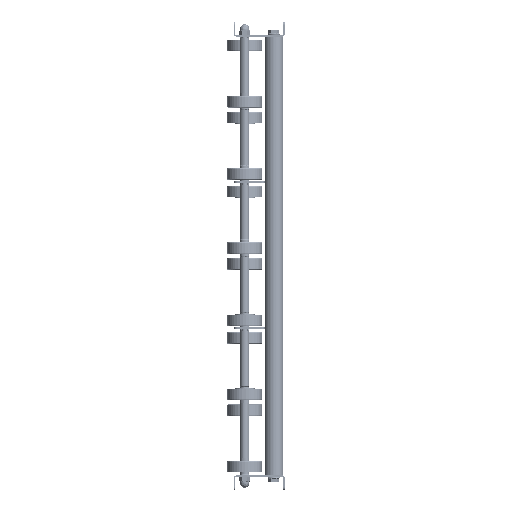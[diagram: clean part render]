
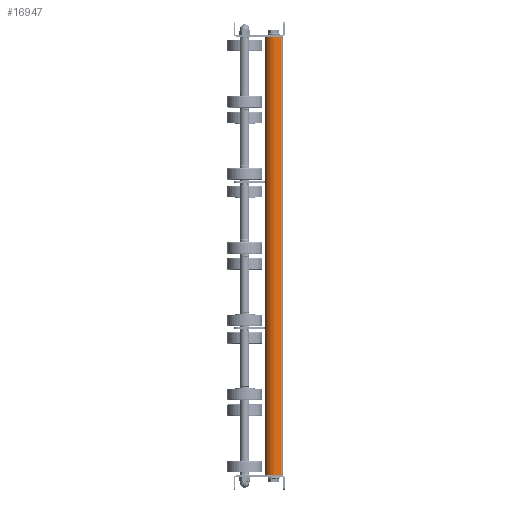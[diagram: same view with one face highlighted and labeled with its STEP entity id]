
A CAD part, left-side view. The second image highlights one B-rep face of the part: STEP entity #16947.
In plain terms, the highlighted cylindrical face has radius 12.5 mm (diameter 25 mm), a partial arc.
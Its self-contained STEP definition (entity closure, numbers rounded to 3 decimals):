
#1636 = DIRECTION ( 'NONE',  ( -1., 0., 0. ) ) ;
#3056 = DIRECTION ( 'NONE',  ( 1., 0., 0. ) ) ;
#3602 = EDGE_CURVE ( 'NONE', #35454, #25198, #18800, .T. ) ;
#4621 = DIRECTION ( 'NONE',  ( 0., 0., 1. ) ) ;
#5109 = VECTOR ( 'NONE', #28791, 1000. ) ;
#10264 = VECTOR ( 'NONE', #39157, 1000. ) ;
#13967 = VERTEX_POINT ( 'NONE', #22245 ) ;
#14069 = ORIENTED_EDGE ( 'NONE', *, *, #51397, .T. ) ;
#16947 = ADVANCED_FACE ( 'NONE', ( #41115 ), #21006, .T. ) ;
#17347 = DIRECTION ( 'NONE',  ( -1., 0., 0. ) ) ;
#17515 = DIRECTION ( 'NONE',  ( 0., 0., -1. ) ) ;
#18800 = LINE ( 'NONE', #43081, #10264 ) ;
#18835 = EDGE_CURVE ( 'NONE', #29553, #13967, #32437, .T. ) ;
#21006 = CYLINDRICAL_SURFACE ( 'NONE', #50049, 12.5 ) ;
#21275 = CARTESIAN_POINT ( 'NONE',  ( 600., 0., 0. ) ) ;
#22245 = CARTESIAN_POINT ( 'NONE',  ( 1., 0., 12.5 ) ) ;
#25198 = VERTEX_POINT ( 'NONE', #27931 ) ;
#26693 = EDGE_CURVE ( 'NONE', #35454, #29553, #37122, .T. ) ;
#27931 = CARTESIAN_POINT ( 'NONE',  ( 1., 0., -12.5 ) ) ;
#28791 = DIRECTION ( 'NONE',  ( -1., 0., 0. ) ) ;
#29553 = VERTEX_POINT ( 'NONE', #35796 ) ;
#30873 = ORIENTED_EDGE ( 'NONE', *, *, #3602, .F. ) ;
#32437 = LINE ( 'NONE', #32962, #5109 ) ;
#32962 = CARTESIAN_POINT ( 'NONE',  ( 600., 0., 12.5 ) ) ;
#34097 = DIRECTION ( 'NONE',  ( 0., 0., -1. ) ) ;
#35454 = VERTEX_POINT ( 'NONE', #36797 ) ;
#35796 = CARTESIAN_POINT ( 'NONE',  ( 599., 0., 12.5 ) ) ;
#36327 = CIRCLE ( 'NONE', #50524, 12.5 ) ;
#36797 = CARTESIAN_POINT ( 'NONE',  ( 599., 0., -12.5 ) ) ;
#37122 = CIRCLE ( 'NONE', #45426, 12.5 ) ;
#37176 = EDGE_LOOP ( 'NONE', ( #30873, #39592, #39742, #14069 ) ) ;
#37353 = CARTESIAN_POINT ( 'NONE',  ( 599., 0., 0. ) ) ;
#38022 = CARTESIAN_POINT ( 'NONE',  ( 1., 0., 0. ) ) ;
#39157 = DIRECTION ( 'NONE',  ( -1., 0., 0. ) ) ;
#39592 = ORIENTED_EDGE ( 'NONE', *, *, #26693, .T. ) ;
#39742 = ORIENTED_EDGE ( 'NONE', *, *, #18835, .T. ) ;
#41115 = FACE_OUTER_BOUND ( 'NONE', #37176, .T. ) ;
#43081 = CARTESIAN_POINT ( 'NONE',  ( 600., 0., -12.5 ) ) ;
#45426 = AXIS2_PLACEMENT_3D ( 'NONE', #37353, #1636, #17515 ) ;
#50049 = AXIS2_PLACEMENT_3D ( 'NONE', #21275, #17347, #4621 ) ;
#50524 = AXIS2_PLACEMENT_3D ( 'NONE', #38022, #3056, #34097 ) ;
#51397 = EDGE_CURVE ( 'NONE', #13967, #25198, #36327, .T. ) ;
